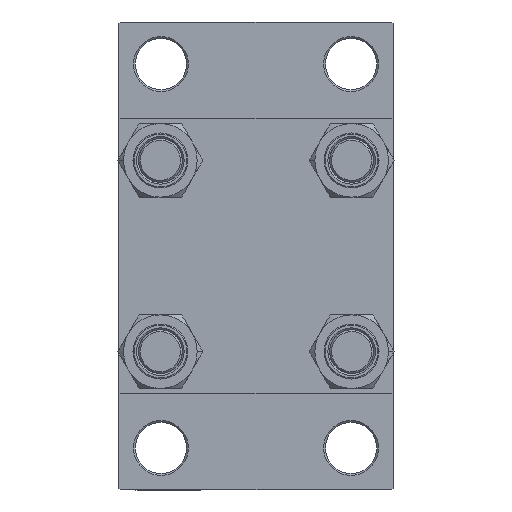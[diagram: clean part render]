
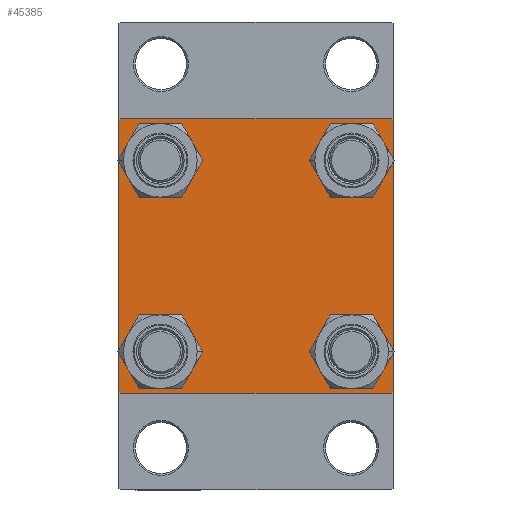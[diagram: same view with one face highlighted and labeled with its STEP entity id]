
A CAD part, left-side view. The second image highlights one B-rep face of the part: STEP entity #45385.
In plain terms, the highlighted planar face has unit normal (-1, 0, 0).
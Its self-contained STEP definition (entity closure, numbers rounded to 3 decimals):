
#5 = VECTOR ( 'NONE', #24803, 1000. ) ;
#954 = EDGE_CURVE ( 'NONE', #11288, #1467, #44200, .T. ) ;
#969 = CARTESIAN_POINT ( 'NONE',  ( 0., 37.5, -37. ) ) ;
#1000 = CARTESIAN_POINT ( 'NONE',  ( 0., -37.25, 37.25 ) ) ;
#1198 = CARTESIAN_POINT ( 'NONE',  ( 0., 26.15, 26.15 ) ) ;
#1242 = DIRECTION ( 'NONE',  ( 0., 0.707, 0.707 ) ) ;
#1467 = VERTEX_POINT ( 'NONE', #8730 ) ;
#1929 = DIRECTION ( 'NONE',  ( 0., 0., 1. ) ) ;
#2597 = AXIS2_PLACEMENT_3D ( 'NONE', #5538, #38479, #19611 ) ;
#2820 = EDGE_CURVE ( 'NONE', #4671, #9340, #25191, .T. ) ;
#3146 = CARTESIAN_POINT ( 'NONE',  ( 0., 26.15, 19.65 ) ) ;
#3407 = DIRECTION ( 'NONE',  ( 0., 0., 1. ) ) ;
#3900 = LINE ( 'NONE', #11524, #5991 ) ;
#4008 = EDGE_CURVE ( 'NONE', #25321, #29354, #4658, .T. ) ;
#4271 = ORIENTED_EDGE ( 'NONE', *, *, #15482, .T. ) ;
#4428 = ORIENTED_EDGE ( 'NONE', *, *, #39490, .T. ) ;
#4440 = VERTEX_POINT ( 'NONE', #28970 ) ;
#4648 = VERTEX_POINT ( 'NONE', #3146 ) ;
#4658 = CIRCLE ( 'NONE', #17578, 6.5 ) ;
#4671 = VERTEX_POINT ( 'NONE', #4797 ) ;
#4797 = CARTESIAN_POINT ( 'NONE',  ( 0., -26.15, 32.65 ) ) ;
#4871 = DIRECTION ( 'NONE',  ( 0., 0., 1. ) ) ;
#5122 = ORIENTED_EDGE ( 'NONE', *, *, #7297, .T. ) ;
#5251 = CARTESIAN_POINT ( 'NONE',  ( 0., -37.5, 37. ) ) ;
#5538 = CARTESIAN_POINT ( 'NONE',  ( 0., 26.15, -26.15 ) ) ;
#5601 = CARTESIAN_POINT ( 'NONE',  ( 0., 37.5, 37.5 ) ) ;
#5991 = VECTOR ( 'NONE', #18443, 1000. ) ;
#6126 = DIRECTION ( 'NONE',  ( 1., 0., 0. ) ) ;
#6392 = CIRCLE ( 'NONE', #2597, 6.5 ) ;
#6755 = ORIENTED_EDGE ( 'NONE', *, *, #30583, .T. ) ;
#7297 = EDGE_CURVE ( 'NONE', #9340, #4671, #19225, .T. ) ;
#7495 = FACE_BOUND ( 'NONE', #27883, .T. ) ;
#7691 = DIRECTION ( 'NONE',  ( 0., 0., 1. ) ) ;
#7984 = ORIENTED_EDGE ( 'NONE', *, *, #12520, .T. ) ;
#8437 = CARTESIAN_POINT ( 'NONE',  ( 0., 0., 0. ) ) ;
#8584 = CARTESIAN_POINT ( 'NONE',  ( 0., -26.15, -26.15 ) ) ;
#8730 = CARTESIAN_POINT ( 'NONE',  ( 0., 26.15, -32.65 ) ) ;
#9340 = VERTEX_POINT ( 'NONE', #41458 ) ;
#9685 = DIRECTION ( 'NONE',  ( 1., 0., 0. ) ) ;
#10044 = EDGE_CURVE ( 'NONE', #29669, #25685, #30348, .T. ) ;
#10469 = CARTESIAN_POINT ( 'NONE',  ( 0., -26.15, -32.65 ) ) ;
#10874 = ORIENTED_EDGE ( 'NONE', *, *, #27606, .T. ) ;
#11288 = VERTEX_POINT ( 'NONE', #34284 ) ;
#11524 = CARTESIAN_POINT ( 'NONE',  ( 0., 37.5, -37.5 ) ) ;
#11653 = VERTEX_POINT ( 'NONE', #13375 ) ;
#11939 = DIRECTION ( 'NONE',  ( 1., 0., 0. ) ) ;
#12015 = EDGE_LOOP ( 'NONE', ( #36949, #4271 ) ) ;
#12021 = DIRECTION ( 'NONE',  ( -1., 0., 0. ) ) ;
#12156 = DIRECTION ( 'NONE',  ( 0., 0., 1. ) ) ;
#12520 = EDGE_CURVE ( 'NONE', #46278, #4648, #28527, .T. ) ;
#13203 = AXIS2_PLACEMENT_3D ( 'NONE', #32504, #25117, #3407 ) ;
#13375 = CARTESIAN_POINT ( 'NONE',  ( 0., 37., -37.5 ) ) ;
#13963 = VERTEX_POINT ( 'NONE', #41154 ) ;
#14958 = EDGE_LOOP ( 'NONE', ( #24488, #5122 ) ) ;
#15125 = FACE_BOUND ( 'NONE', #18813, .T. ) ;
#15482 = EDGE_CURVE ( 'NONE', #1467, #11288, #6392, .T. ) ;
#15736 = DIRECTION ( 'NONE',  ( 1., 0., 0. ) ) ;
#15802 = ORIENTED_EDGE ( 'NONE', *, *, #42662, .T. ) ;
#15806 = DIRECTION ( 'NONE',  ( 0., -0.707, 0.707 ) ) ;
#15917 = EDGE_CURVE ( 'NONE', #16525, #29671, #20601, .T. ) ;
#16525 = VERTEX_POINT ( 'NONE', #46754 ) ;
#16872 = CARTESIAN_POINT ( 'NONE',  ( 0., 37.25, -37.25 ) ) ;
#16976 = CARTESIAN_POINT ( 'NONE',  ( 0., -26.15, -19.65 ) ) ;
#17578 = AXIS2_PLACEMENT_3D ( 'NONE', #8584, #11939, #1929 ) ;
#18443 = DIRECTION ( 'NONE',  ( 0., -1., 0. ) ) ;
#18813 = EDGE_LOOP ( 'NONE', ( #15802, #39772 ) ) ;
#19225 = CIRCLE ( 'NONE', #32155, 6.5 ) ;
#19611 = DIRECTION ( 'NONE',  ( 0., 0., 1. ) ) ;
#19660 = VECTOR ( 'NONE', #31429, 1000. ) ;
#19986 = CARTESIAN_POINT ( 'NONE',  ( 0., -37.5, 37.5 ) ) ;
#20601 = LINE ( 'NONE', #5601, #37662 ) ;
#22034 = VECTOR ( 'NONE', #41577, 1000. ) ;
#22290 = FACE_BOUND ( 'NONE', #14958, .T. ) ;
#23439 = LINE ( 'NONE', #41616, #34485 ) ;
#23569 = DIRECTION ( 'NONE',  ( 0., 0., 1. ) ) ;
#24246 = DIRECTION ( 'NONE',  ( 0., 0., 1. ) ) ;
#24488 = ORIENTED_EDGE ( 'NONE', *, *, #2820, .T. ) ;
#24715 = EDGE_CURVE ( 'NONE', #29671, #11653, #32124, .T. ) ;
#24803 = DIRECTION ( 'NONE',  ( 0., 0.707, -0.707 ) ) ;
#25117 = DIRECTION ( 'NONE',  ( 1., 0., 0. ) ) ;
#25191 = CIRCLE ( 'NONE', #46537, 6.5 ) ;
#25321 = VERTEX_POINT ( 'NONE', #10469 ) ;
#25685 = VERTEX_POINT ( 'NONE', #26168 ) ;
#26058 = CARTESIAN_POINT ( 'NONE',  ( 0., 37.5, 37.5 ) ) ;
#26168 = CARTESIAN_POINT ( 'NONE',  ( 0., -37., 37.5 ) ) ;
#26854 = CARTESIAN_POINT ( 'NONE',  ( 0., 26.15, 32.65 ) ) ;
#27025 = AXIS2_PLACEMENT_3D ( 'NONE', #8437, #12021, #4871 ) ;
#27606 = EDGE_CURVE ( 'NONE', #11653, #30600, #3900, .T. ) ;
#27883 = EDGE_LOOP ( 'NONE', ( #7984, #39075 ) ) ;
#28321 = LINE ( 'NONE', #19986, #29945 ) ;
#28527 = CIRCLE ( 'NONE', #31588, 6.5 ) ;
#28970 = CARTESIAN_POINT ( 'NONE',  ( 0., -37.5, -37. ) ) ;
#29354 = VERTEX_POINT ( 'NONE', #16976 ) ;
#29427 = CARTESIAN_POINT ( 'NONE',  ( 0., -26.15, 26.15 ) ) ;
#29669 = VERTEX_POINT ( 'NONE', #5251 ) ;
#29671 = VERTEX_POINT ( 'NONE', #969 ) ;
#29945 = VECTOR ( 'NONE', #42898, 1000. ) ;
#29957 = VECTOR ( 'NONE', #1242, 1000. ) ;
#30348 = LINE ( 'NONE', #1000, #29957 ) ;
#30583 = EDGE_CURVE ( 'NONE', #13963, #16525, #31947, .T. ) ;
#30600 = VERTEX_POINT ( 'NONE', #42258 ) ;
#31429 = DIRECTION ( 'NONE',  ( 0., -0.707, -0.707 ) ) ;
#31437 = CARTESIAN_POINT ( 'NONE',  ( 0., 26.15, -26.15 ) ) ;
#31578 = AXIS2_PLACEMENT_3D ( 'NONE', #1198, #15736, #12156 ) ;
#31588 = AXIS2_PLACEMENT_3D ( 'NONE', #34298, #9685, #24246 ) ;
#31860 = EDGE_CURVE ( 'NONE', #13963, #25685, #41336, .T. ) ;
#31947 = LINE ( 'NONE', #32186, #5 ) ;
#32119 = ORIENTED_EDGE ( 'NONE', *, *, #15917, .T. ) ;
#32124 = LINE ( 'NONE', #16872, #19660 ) ;
#32155 = AXIS2_PLACEMENT_3D ( 'NONE', #39004, #45716, #45947 ) ;
#32186 = CARTESIAN_POINT ( 'NONE',  ( 0., 37.25, 37.25 ) ) ;
#32504 = CARTESIAN_POINT ( 'NONE',  ( 0., -26.15, -26.15 ) ) ;
#33504 = AXIS2_PLACEMENT_3D ( 'NONE', #31437, #6126, #23569 ) ;
#34284 = CARTESIAN_POINT ( 'NONE',  ( 0., 26.15, -19.65 ) ) ;
#34298 = CARTESIAN_POINT ( 'NONE',  ( 0., 26.15, 26.15 ) ) ;
#34485 = VECTOR ( 'NONE', #15806, 1000. ) ;
#36949 = ORIENTED_EDGE ( 'NONE', *, *, #954, .T. ) ;
#37101 = FACE_BOUND ( 'NONE', #12015, .T. ) ;
#37662 = VECTOR ( 'NONE', #42585, 1000. ) ;
#37689 = CIRCLE ( 'NONE', #31578, 6.5 ) ;
#38010 = ORIENTED_EDGE ( 'NONE', *, *, #31860, .F. ) ;
#38249 = ORIENTED_EDGE ( 'NONE', *, *, #10044, .T. ) ;
#38479 = DIRECTION ( 'NONE',  ( 1., 0., 0. ) ) ;
#39004 = CARTESIAN_POINT ( 'NONE',  ( 0., -26.15, 26.15 ) ) ;
#39075 = ORIENTED_EDGE ( 'NONE', *, *, #45563, .T. ) ;
#39490 = EDGE_CURVE ( 'NONE', #30600, #4440, #23439, .T. ) ;
#39772 = ORIENTED_EDGE ( 'NONE', *, *, #4008, .T. ) ;
#40690 = EDGE_CURVE ( 'NONE', #29669, #4440, #28321, .T. ) ;
#40700 = PLANE ( 'NONE',  #27025 ) ;
#41154 = CARTESIAN_POINT ( 'NONE',  ( 0., 37., 37.5 ) ) ;
#41336 = LINE ( 'NONE', #26058, #22034 ) ;
#41458 = CARTESIAN_POINT ( 'NONE',  ( 0., -26.15, 19.65 ) ) ;
#41577 = DIRECTION ( 'NONE',  ( 0., -1., 0. ) ) ;
#41616 = CARTESIAN_POINT ( 'NONE',  ( 0., -37.25, -37.25 ) ) ;
#42258 = CARTESIAN_POINT ( 'NONE',  ( 0., -37., -37.5 ) ) ;
#42585 = DIRECTION ( 'NONE',  ( 0., 0., -1. ) ) ;
#42662 = EDGE_CURVE ( 'NONE', #29354, #25321, #43734, .T. ) ;
#42711 = EDGE_LOOP ( 'NONE', ( #32119, #43811, #10874, #4428, #43346, #38249, #38010, #6755 ) ) ;
#42898 = DIRECTION ( 'NONE',  ( 0., 0., -1. ) ) ;
#43346 = ORIENTED_EDGE ( 'NONE', *, *, #40690, .F. ) ;
#43734 = CIRCLE ( 'NONE', #13203, 6.5 ) ;
#43811 = ORIENTED_EDGE ( 'NONE', *, *, #24715, .T. ) ;
#43999 = DIRECTION ( 'NONE',  ( 1., 0., 0. ) ) ;
#44200 = CIRCLE ( 'NONE', #33504, 6.5 ) ;
#44512 = FACE_OUTER_BOUND ( 'NONE', #42711, .T. ) ;
#45385 = ADVANCED_FACE ( 'NONE', ( #22290, #15125, #37101, #7495, #44512 ), #40700, .T. ) ;
#45563 = EDGE_CURVE ( 'NONE', #4648, #46278, #37689, .T. ) ;
#45716 = DIRECTION ( 'NONE',  ( 1., 0., 0. ) ) ;
#45947 = DIRECTION ( 'NONE',  ( 0., 0., 1. ) ) ;
#46278 = VERTEX_POINT ( 'NONE', #26854 ) ;
#46537 = AXIS2_PLACEMENT_3D ( 'NONE', #29427, #43999, #7691 ) ;
#46754 = CARTESIAN_POINT ( 'NONE',  ( 0., 37.5, 37. ) ) ;
